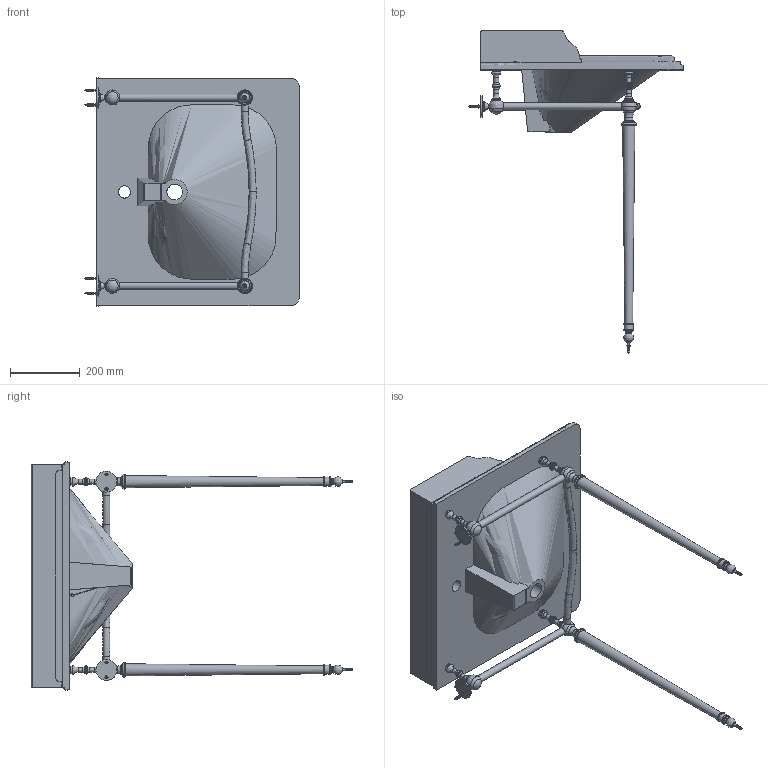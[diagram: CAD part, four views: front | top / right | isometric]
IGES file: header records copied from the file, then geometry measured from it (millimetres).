
Global section: file name: 2717; native system: AutoCAD 2016 - English; preprocessor: Autodesk Translation Framework DWG producer (atf_dwg_producer); organization: unknown; date: 20161027.162915; units: millimetre
Bounding box: 614.7 x 922.95 x 654.13 mm (x, y, z)
Volume: 16739978.8 mm3; surface area: 1578496 mm2
Topology: 30 solids, 30 shells, 655 faces, 1697 edges, 1155 vertices
Faces by surface type: bspline 655
